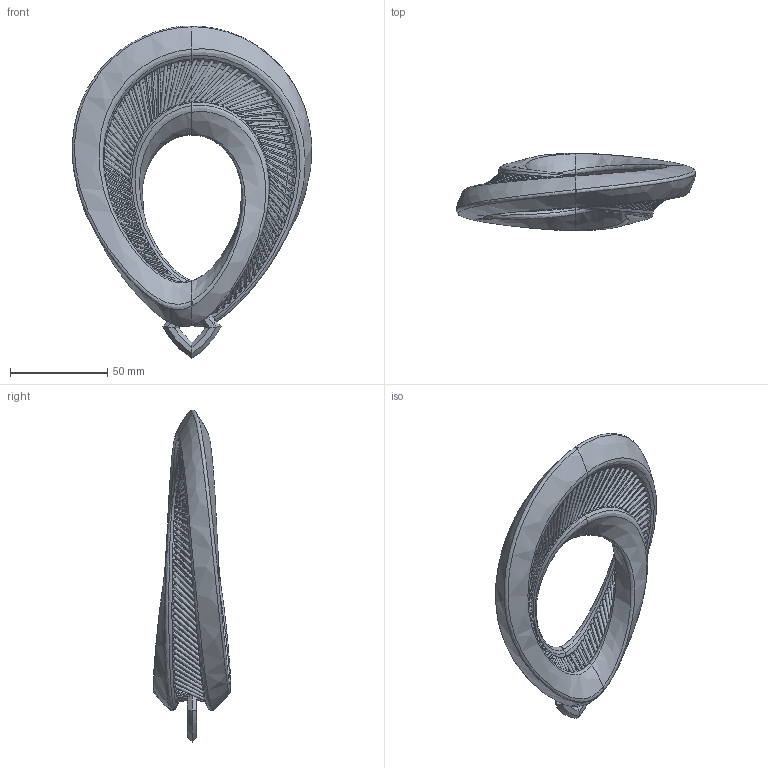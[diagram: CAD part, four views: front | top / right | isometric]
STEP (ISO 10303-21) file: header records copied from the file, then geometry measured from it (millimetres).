
FILE_DESCRIPTION(('FreeCAD Model'),'2;1');
FILE_NAME('Open CASCADE Shape Model','2025-05-04T08:30:07',('FreeCAD'),( 'FreeCAD'),'Open CASCADE STEP processor 7.6','FreeCAD','Unknown');
FILE_SCHEMA(('AUTOMOTIVE_DESIGN { 1 0 10303 214 1 1 1 1 }'));
Products named in the file (1): Open CASCADE STEP translator 7.6 1
Bounding box: 122.77 x 39.81 x 170.28 mm (x, y, z)
Volume: 140292.7 mm3; surface area: 54189.2 mm2
Topology: 1 solids, 1 shells, 829 faces, 3550 edges, 2346 vertices
Faces by surface type: bspline 829
Entity records: 110388 total; most frequent: CARTESIAN_POINT 90904, ORIENTED_EDGE 7100, EDGE_CURVE 3550, B_SPLINE_CURVE_WITH_KNOTS 3517, VERTEX_POINT 2346, FACE_BOUND 837, EDGE_LOOP 837, ADVANCED_FACE 829
